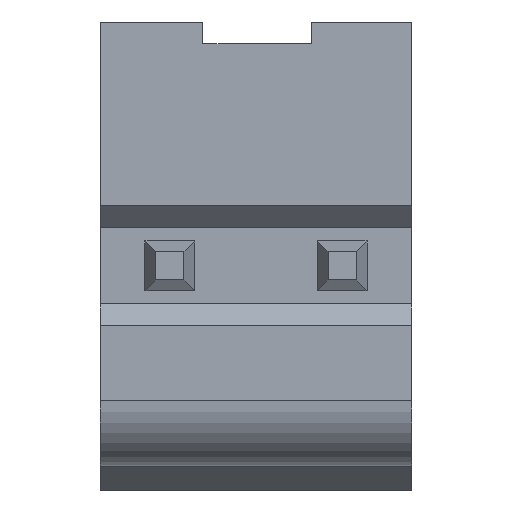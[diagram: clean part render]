
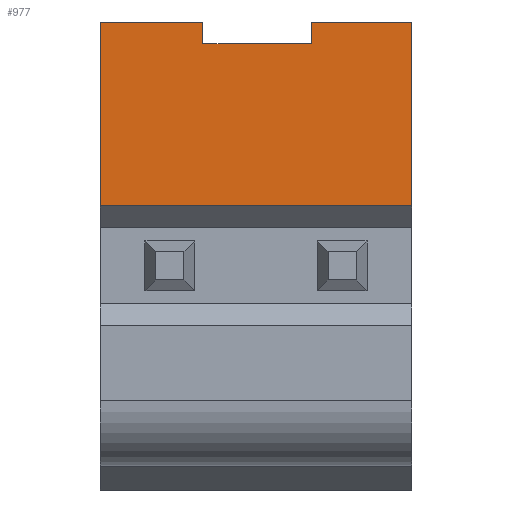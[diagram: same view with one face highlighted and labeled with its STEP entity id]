
A CAD part, front view. The second image highlights one B-rep face of the part: STEP entity #977.
In plain terms, the highlighted planar face has unit normal (0, -1, 0).
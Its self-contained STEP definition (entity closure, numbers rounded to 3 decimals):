
#79=DIRECTION('',(0.,0.,-1.));
#80=VECTOR('',#79,4.225);
#81=CARTESIAN_POINT('',(-3.58,0.,10.2));
#82=LINE('',#81,#80);
#135=DIRECTION('',(0.,0.,-1.));
#136=VECTOR('',#135,0.5);
#137=CARTESIAN_POINT('',(1.28,0.,10.2));
#138=LINE('',#137,#136);
#139=DIRECTION('',(1.,0.,0.));
#140=VECTOR('',#139,2.3);
#141=CARTESIAN_POINT('',(1.28,0.,10.2));
#142=LINE('',#141,#140);
#143=DIRECTION('',(1.,0.,0.));
#144=VECTOR('',#143,7.16);
#145=CARTESIAN_POINT('',(-3.58,0.,5.975));
#146=LINE('',#145,#144);
#147=DIRECTION('',(1.,0.,0.));
#148=VECTOR('',#147,2.36);
#149=CARTESIAN_POINT('',(-3.58,0.,10.2));
#150=LINE('',#149,#148);
#151=DIRECTION('',(0.,0.,-1.));
#152=VECTOR('',#151,0.5);
#153=CARTESIAN_POINT('',(-1.22,0.,10.2));
#154=LINE('',#153,#152);
#155=DIRECTION('',(-1.,0.,0.));
#156=VECTOR('',#155,2.5);
#157=CARTESIAN_POINT('',(1.28,0.,9.7));
#158=LINE('',#157,#156);
#171=DIRECTION('',(0.,0.,-1.));
#172=VECTOR('',#171,4.225);
#173=CARTESIAN_POINT('',(3.58,0.,10.2));
#174=LINE('',#173,#172);
#651=CARTESIAN_POINT('',(-3.58,0.,10.2));
#652=VERTEX_POINT('',#651);
#685=CARTESIAN_POINT('',(3.58,0.,10.2));
#686=VERTEX_POINT('',#685);
#707=CARTESIAN_POINT('',(-3.58,0.,5.975));
#708=VERTEX_POINT('',#707);
#715=CARTESIAN_POINT('',(3.58,0.,5.975));
#716=VERTEX_POINT('',#715);
#821=CARTESIAN_POINT('',(1.28,0.,10.2));
#822=VERTEX_POINT('',#821);
#823=CARTESIAN_POINT('',(-1.22,0.,10.2));
#824=VERTEX_POINT('',#823);
#825=CARTESIAN_POINT('',(1.28,0.,9.7));
#826=VERTEX_POINT('',#825);
#827=CARTESIAN_POINT('',(-1.22,0.,9.7));
#828=VERTEX_POINT('',#827);
#956=CARTESIAN_POINT('',(-3.58,0.,10.2));
#957=DIRECTION('',(0.,-1.,0.));
#958=DIRECTION('',(0.,0.,-1.));
#959=AXIS2_PLACEMENT_3D('',#956,#957,#958);
#960=PLANE('',#959);
#962=ORIENTED_EDGE('',*,*,#961,.F.);
#964=ORIENTED_EDGE('',*,*,#963,.T.);
#966=ORIENTED_EDGE('',*,*,#965,.T.);
#967=ORIENTED_EDGE('',*,*,#934,.F.);
#968=ORIENTED_EDGE('',*,*,#870,.F.);
#970=ORIENTED_EDGE('',*,*,#969,.T.);
#972=ORIENTED_EDGE('',*,*,#971,.T.);
#974=ORIENTED_EDGE('',*,*,#973,.F.);
#975=EDGE_LOOP('',(#962,#964,#966,#967,#968,#970,#972,#974));
#976=FACE_OUTER_BOUND('',#975,.F.);
#977=ADVANCED_FACE('',(#976),#960,.T.);
#870=EDGE_CURVE('',#652,#708,#82,.T.);
#934=EDGE_CURVE('',#708,#716,#146,.T.);
#961=EDGE_CURVE('',#822,#826,#138,.T.);
#963=EDGE_CURVE('',#822,#686,#142,.T.);
#965=EDGE_CURVE('',#686,#716,#174,.T.);
#969=EDGE_CURVE('',#652,#824,#150,.T.);
#971=EDGE_CURVE('',#824,#828,#154,.T.);
#973=EDGE_CURVE('',#826,#828,#158,.T.);
